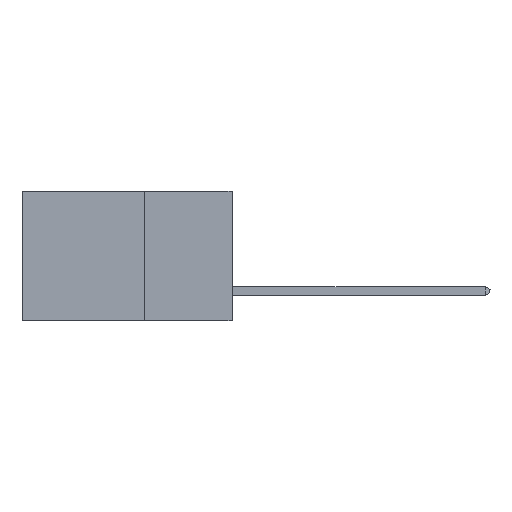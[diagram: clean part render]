
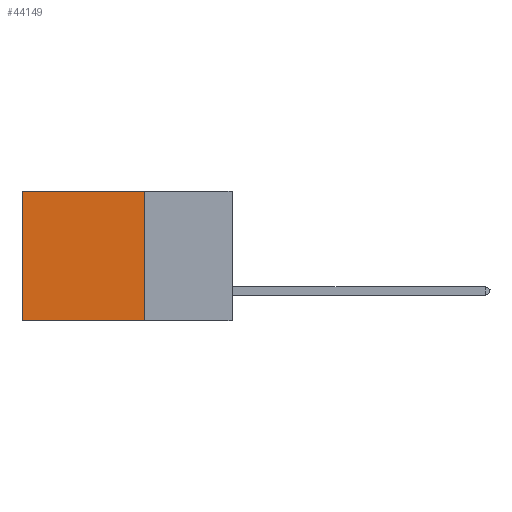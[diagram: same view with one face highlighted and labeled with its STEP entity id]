
A CAD part, left-side view. The second image highlights one B-rep face of the part: STEP entity #44149.
In plain terms, the highlighted planar face has unit normal (-1, 0, 0).
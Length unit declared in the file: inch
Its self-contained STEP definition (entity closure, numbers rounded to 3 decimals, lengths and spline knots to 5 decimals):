
#1508 = CARTESIAN_POINT ( 'NONE',  ( 0.2875, 0.6, -0.37 ) ) ;
#5989 = VECTOR ( 'NONE', #39013, 39.37008 ) ;
#6897 = VERTEX_POINT ( 'NONE', #37583 ) ;
#7282 = CARTESIAN_POINT ( 'NONE',  ( 0.2875, 0.25, 0. ) ) ;
#9213 = DIRECTION ( 'NONE',  ( 0., 1., 0. ) ) ;
#9744 = ORIENTED_EDGE ( 'NONE', *, *, #39488, .T. ) ;
#10704 = ORIENTED_EDGE ( 'NONE', *, *, #11870, .T. ) ;
#11347 = PLANE ( 'NONE',  #15209 ) ;
#11512 = DIRECTION ( 'NONE',  ( 1., 0., 0. ) ) ;
#11870 = EDGE_CURVE ( 'NONE', #6897, #47085, #17270, .T. ) ;
#14073 = LINE ( 'NONE', #18315, #30920 ) ;
#14277 = DIRECTION ( 'NONE',  ( 0., 0., -1. ) ) ;
#14705 = LINE ( 'NONE', #24354, #5989 ) ;
#15209 = AXIS2_PLACEMENT_3D ( 'NONE', #7282, #11512, #37510 ) ;
#15511 = VECTOR ( 'NONE', #9213, 39.37008 ) ;
#16575 = FACE_OUTER_BOUND ( 'NONE', #29936, .T. ) ;
#16604 = DIRECTION ( 'NONE',  ( 0., 0., -1. ) ) ;
#16753 = CARTESIAN_POINT ( 'NONE',  ( 0.2875, 0.25, 0. ) ) ;
#17191 = ORIENTED_EDGE ( 'NONE', *, *, #37372, .F. ) ;
#17270 = LINE ( 'NONE', #35175, #15511 ) ;
#17565 = EDGE_CURVE ( 'NONE', #30362, #18634, #14705, .T. ) ;
#18315 = CARTESIAN_POINT ( 'NONE',  ( 0.2875, 0.6, 0. ) ) ;
#18634 = VERTEX_POINT ( 'NONE', #1508 ) ;
#24354 = CARTESIAN_POINT ( 'NONE',  ( 0.2875, 0.25, -0.37 ) ) ;
#29420 = CARTESIAN_POINT ( 'NONE',  ( 0.2875, 0.6, 0. ) ) ;
#29936 = EDGE_LOOP ( 'NONE', ( #9744, #32667, #17191, #10704 ) ) ;
#30362 = VERTEX_POINT ( 'NONE', #39648 ) ;
#30920 = VECTOR ( 'NONE', #14277, 39.37008 ) ;
#32667 = ORIENTED_EDGE ( 'NONE', *, *, #17565, .F. ) ;
#34666 = LINE ( 'NONE', #16753, #35837 ) ;
#35175 = CARTESIAN_POINT ( 'NONE',  ( 0.2875, 0.25, 0. ) ) ;
#35837 = VECTOR ( 'NONE', #16604, 39.37008 ) ;
#37372 = EDGE_CURVE ( 'NONE', #6897, #30362, #34666, .T. ) ;
#37510 = DIRECTION ( 'NONE',  ( 0., 0., -1. ) ) ;
#37583 = CARTESIAN_POINT ( 'NONE',  ( 0.2875, 0.25, 0. ) ) ;
#39013 = DIRECTION ( 'NONE',  ( 0., 1., 0. ) ) ;
#39488 = EDGE_CURVE ( 'NONE', #47085, #18634, #14073, .T. ) ;
#39648 = CARTESIAN_POINT ( 'NONE',  ( 0.2875, 0.25, -0.37 ) ) ;
#44149 = ADVANCED_FACE ( 'NONE', ( #16575 ), #11347, .F. ) ;
#47085 = VERTEX_POINT ( 'NONE', #29420 ) ;
